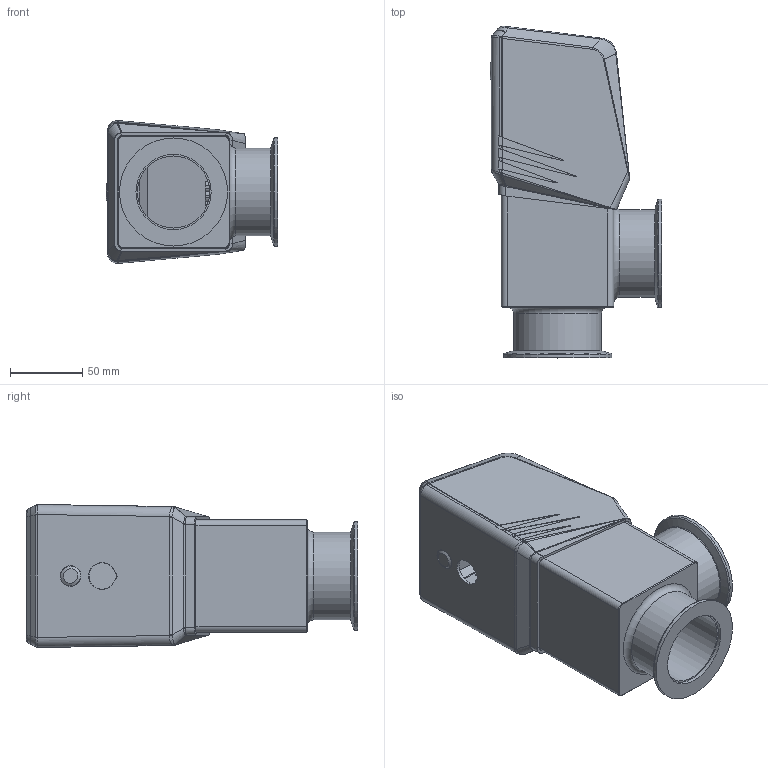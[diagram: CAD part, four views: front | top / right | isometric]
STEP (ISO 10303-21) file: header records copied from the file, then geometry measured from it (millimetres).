
FILE_DESCRIPTION(/* description */ (''),/* implementation_level */ '2;1');
FILE_NAME(/* name */ 'EAV-A05150 SHELLED_REMOVE ECOSPEED.stp',/* time_stamp */ '2025-08-15T15:50:56+07:00',/* author */ (''),/* organization */ (''),/* preprocessor_version */ 'ST-DEVELOPER v19.3',/* originating_system */ 'SIEMENS PLM Software NX2212.6000',/* authorisation */ '');
FILE_SCHEMA (('AUTOMOTIVE_DESIGN { 1 0 10303 214 3 1 1 1 }'));
Products named in the file (1): SM, EAV-A05150 REMOVE ECOSPEED
Bounding box: 119.38 x 230.33 x 99.22 mm (x, y, z)
Volume: 343505 mm3; surface area: 200540 mm2
Topology: 5 solids, 5 shells, 942 faces, 2819 edges, 1943 vertices
Faces by surface type: plane 457, cylinder 278, bspline 124, cone 68, torus 13, sphere 2
Full cylindrical faces by diameter (mm): 4.2 x4, 12 x2, 13.8 x1, 16 x1, 50 x2, 52.2 x2, 61 x2, 68.44 x1, 70.44 x1, 75 x2, 76.282 x1
Entity records: 57279 total; most frequent: CARTESIAN_POINT 28999, ORIENTED_EDGE 5516, DIRECTION 2838, EDGE_CURVE 2758, VERTEX_POINT 1930, B_SPLINE_CURVE_WITH_KNOTS 1593, EDGE_LOOP 1064, LINE 964
